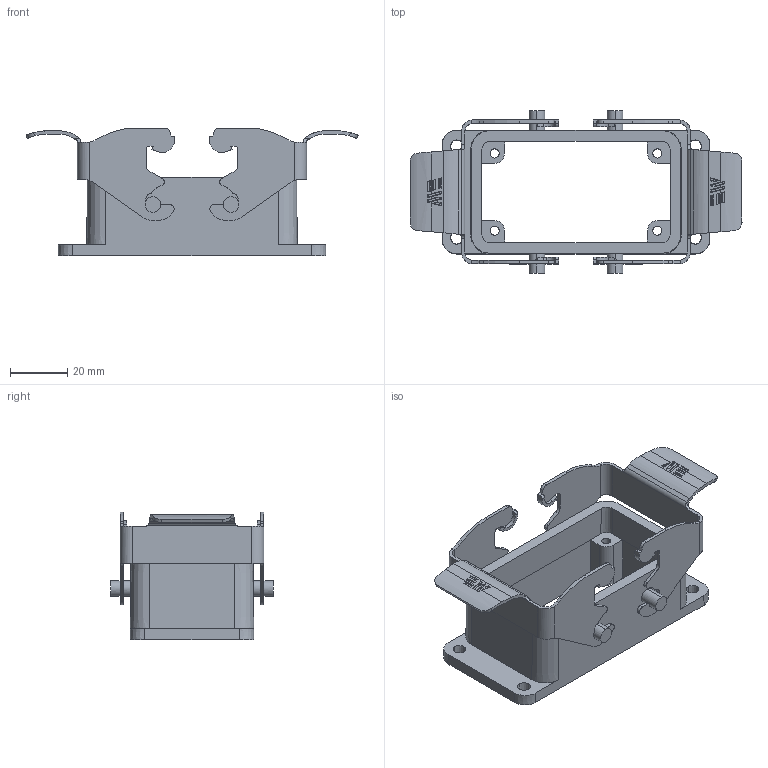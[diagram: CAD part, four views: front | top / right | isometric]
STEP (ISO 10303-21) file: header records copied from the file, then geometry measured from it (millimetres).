
FILE_DESCRIPTION (( 'STEP AP203' ), '1' );
FILE_NAME ('29040S.step', '2025-02-12T17:32:47', ( '' ), ( '' ), 'SwSTEP 2.0', 'SolidWorks 2024', '' );
FILE_SCHEMA (( 'CONFIG_CONTROL_DESIGN' ));
Length unit declared in the file: inch
Products named in the file (1): 29040S
Bounding box: 116.2 x 57 x 44.8 mm (x, y, z)
Volume: 34684.6 mm3; surface area: 27615.8 mm2
Topology: 1 solids, 1 shells, 362 faces, 1036 edges, 684 vertices
Faces by surface type: cylinder 172, plane 162, cone 20, bspline 8
Entity records: 13091 total; most frequent: CARTESIAN_POINT 3627, ORIENTED_EDGE 2072, DIRECTION 1840, EDGE_CURVE 1036, VERTEX_POINT 684, AXIS2_PLACEMENT_3D 615, LINE 610, VECTOR 610
